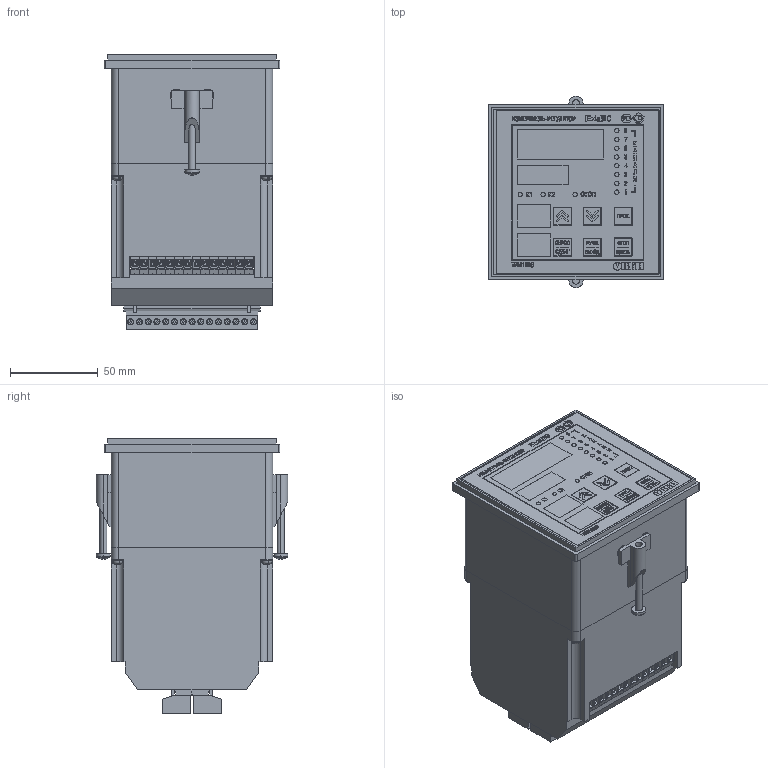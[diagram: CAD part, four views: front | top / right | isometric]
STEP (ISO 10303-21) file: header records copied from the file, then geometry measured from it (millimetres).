
FILE_DESCRIPTION (( 'STEP AP214' ), '1' );
FILE_NAME ('3D Ìîäåëü ÒÐÌ138Â-X.STEP', '2015-07-16T08:47:54', ( '' ), ( '' ), 'SwSTEP 2.0', 'SolidWorks 2014', '' );
FILE_SCHEMA (( 'AUTOMOTIVE_DESIGN' ));
Length unit declared in the file: millimetre
Products named in the file (12): Êîðïóñ1_ÒÐÌ138Â; pan cross head_am_B18.6.7M - M4 x 0.7 x 40 Type I Cross Recessed PHMS --40N; 栺闀闉 睯艜鍒鍣; Âèíò 3õ20; 抔樦擨鴀 14; Êëåììà_10õ9,8õ5ìì; Ðåçèíêà; 3D Ìîäåëü ÒÐÌ138Â-X; 抔樦擨鴀 碫蠉碴鍣 15; Íàêëåéêà ÒÐÌ138Â; Ðàçúåì øòåêåðíûé 15_1.SLDASM; Êîðïóñ2_ÒÐÌ138Â
Assembly tree (32 placements, depth 3):
  3D Ìîäåëü ÒÐÌ138Â-X
    Ðåçèíêà
    抔樦擨鴀 14  x2
      Êëåììà_10õ9,8õ5ìì
    Âèíò 3õ20  x4
    栺闀闉 睯艜鍒鍣  x2
    pan cross head_am_B18.6.7M - M4 x 0.7 x 40 Type I Cross Recessed PHMS --40N  x2
    Êîðïóñ1_ÒÐÌ138Â
    Êîðïóñ2_ÒÐÌ138Â
    Ðàçúåì øòåêåðíûé 15_1.SLDASM  x2
    Íàêëåéêà ÒÐÌ138Â
    抔樦擨鴀 碫蠉碴鍣 15  x2
Bounding box: 100 x 109 x 156.3 mm (x, y, z)
Volume: 191088.1 mm3; surface area: 203387.5 mm2
Topology: 146 solids, 146 shells, 4537 faces, 11241 edges, 7425 vertices
Faces by surface type: plane 3298, cylinder 732, bspline 423, cone 60, torus 20, sphere 4
Entity records: 104867 total; most frequent: CARTESIAN_POINT 19087, ORIENTED_EDGE 12990, DIRECTION 10756, EDGE_CURVE 6495, VECTOR 4904, LINE 4904, VERTEX_POINT 4313, AXIS2_PLACEMENT_3D 2926
